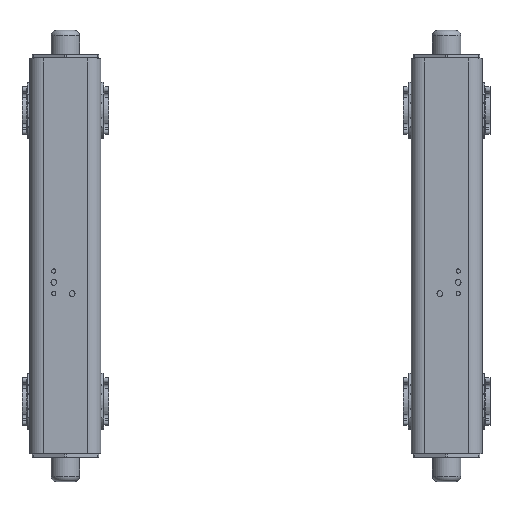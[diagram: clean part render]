
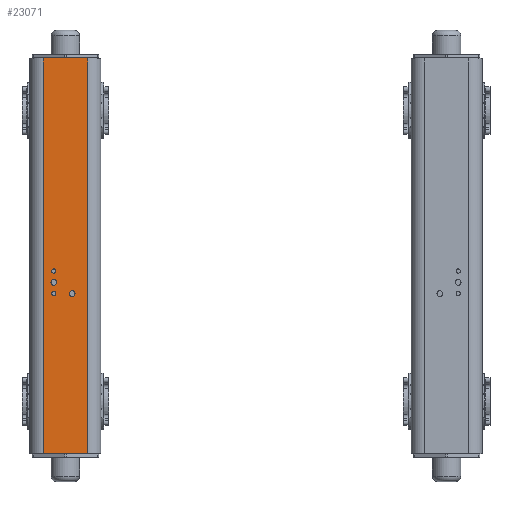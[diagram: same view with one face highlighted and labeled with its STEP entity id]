
A CAD part, top view. The second image highlights one B-rep face of the part: STEP entity #23071.
In plain terms, the highlighted planar face has unit normal (0, 0, 1).
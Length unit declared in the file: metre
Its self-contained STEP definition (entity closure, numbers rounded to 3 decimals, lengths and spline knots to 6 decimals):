
#1940=CIRCLE('',#25288,0.006);
#1941=CIRCLE('',#25289,0.008);
#1942=CIRCLE('',#25290,0.006);
#1943=CIRCLE('',#25291,0.008);
#5310=ORIENTED_EDGE('',*,*,#11195,.F.);
#5311=ORIENTED_EDGE('',*,*,#11196,.F.);
#5312=ORIENTED_EDGE('',*,*,#11197,.F.);
#5313=ORIENTED_EDGE('',*,*,#11198,.F.);
#5314=ORIENTED_EDGE('',*,*,#11199,.F.);
#5315=ORIENTED_EDGE('',*,*,#11160,.F.);
#5316=ORIENTED_EDGE('',*,*,#11200,.T.);
#5317=ORIENTED_EDGE('',*,*,#11153,.T.);
#11153=EDGE_CURVE('',#14198,#14196,#16051,.T.);
#11160=EDGE_CURVE('',#14200,#14201,#16054,.T.);
#11195=EDGE_CURVE('',#14225,#14225,#1940,.T.);
#11196=EDGE_CURVE('',#14226,#14226,#1941,.T.);
#11197=EDGE_CURVE('',#14227,#14227,#1942,.T.);
#11198=EDGE_CURVE('',#14228,#14228,#1943,.T.);
#11199=EDGE_CURVE('',#14201,#14196,#16067,.T.);
#11200=EDGE_CURVE('',#14200,#14198,#16068,.T.);
#14196=VERTEX_POINT('',#38453);
#14198=VERTEX_POINT('',#38456);
#14200=VERTEX_POINT('',#38466);
#14201=VERTEX_POINT('',#38468);
#14225=VERTEX_POINT('',#38543);
#14226=VERTEX_POINT('',#38545);
#14227=VERTEX_POINT('',#38547);
#14228=VERTEX_POINT('',#38549);
#16051=LINE('',#38455,#17415);
#16054=LINE('',#38467,#17418);
#16067=LINE('',#38550,#17431);
#16068=LINE('',#38551,#17432);
#17415=VECTOR('',#30019,1.);
#17418=VECTOR('',#30034,1.);
#17431=VECTOR('',#30109,1.);
#17432=VECTOR('',#30110,1.);
#18963=EDGE_LOOP('',(#5310));
#18964=EDGE_LOOP('',(#5311));
#18965=EDGE_LOOP('',(#5312));
#18966=EDGE_LOOP('',(#5313));
#18967=EDGE_LOOP('',(#5314,#5315,#5316,#5317));
#20887=FACE_BOUND('',#18963,.T.);
#20888=FACE_BOUND('',#18964,.T.);
#20889=FACE_BOUND('',#18965,.T.);
#20890=FACE_BOUND('',#18966,.T.);
#20891=FACE_BOUND('',#18967,.T.);
#22311=PLANE('',#25287);
#23071=ADVANCED_FACE('',(#20887,#20888,#20889,#20890,#20891),#22311,.T.);
#25287=AXIS2_PLACEMENT_3D('',#38541,#30099,#30100);
#25288=AXIS2_PLACEMENT_3D('',#38542,#30101,#30102);
#25289=AXIS2_PLACEMENT_3D('',#38544,#30103,#30104);
#25290=AXIS2_PLACEMENT_3D('',#38546,#30105,#30106);
#25291=AXIS2_PLACEMENT_3D('',#38548,#30107,#30108);
#30019=DIRECTION('',(0.,-1.,0.));
#30034=DIRECTION('',(0.,-1.,0.));
#30099=DIRECTION('',(0.,0.,1.));
#30100=DIRECTION('',(1.,0.,0.));
#30101=DIRECTION('',(0.,0.,1.));
#30102=DIRECTION('',(1.,0.,0.));
#30103=DIRECTION('',(0.,0.,1.));
#30104=DIRECTION('',(1.,0.,0.));
#30105=DIRECTION('',(0.,0.,1.));
#30106=DIRECTION('',(1.,0.,0.));
#30107=DIRECTION('',(0.,0.,1.));
#30108=DIRECTION('',(1.,0.,0.));
#30109=DIRECTION('',(-1.,0.,0.));
#30110=DIRECTION('',(-1.,0.,0.));
#38453=CARTESIAN_POINT('',(-0.0625,0.,0.1));
#38455=CARTESIAN_POINT('',(-0.0625,1.116,0.1));
#38456=CARTESIAN_POINT('',(-0.0625,1.116,0.1));
#38466=CARTESIAN_POINT('',(0.0625,1.116,0.1));
#38467=CARTESIAN_POINT('',(0.0625,1.116,0.1));
#38468=CARTESIAN_POINT('',(0.0625,0.,0.1));
#38541=CARTESIAN_POINT('',(0.03125,1.116,0.1));
#38542=CARTESIAN_POINT('',(-0.0325,0.5153,0.1));
#38543=CARTESIAN_POINT('',(-0.0265,0.5153,0.1));
#38544=CARTESIAN_POINT('',(0.0193,0.4517,0.1));
#38545=CARTESIAN_POINT('',(0.0273,0.4517,0.1));
#38546=CARTESIAN_POINT('',(-0.0325,0.4517,0.1));
#38547=CARTESIAN_POINT('',(-0.0265,0.4517,0.1));
#38548=CARTESIAN_POINT('',(-0.0325,0.4835,0.1));
#38549=CARTESIAN_POINT('',(-0.0245,0.4835,0.1));
#38550=CARTESIAN_POINT('',(0.03125,0.,0.1));
#38551=CARTESIAN_POINT('',(0.03125,1.116,0.1));
